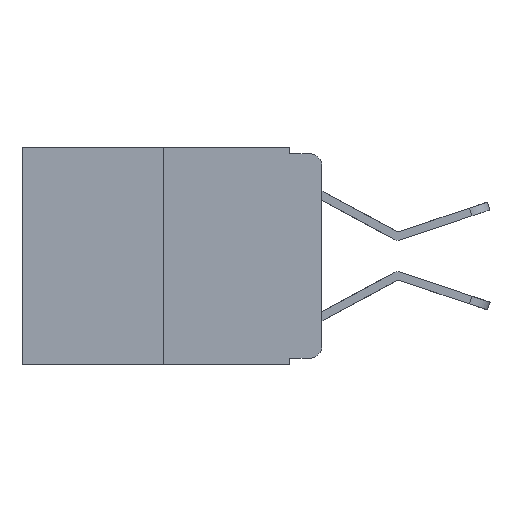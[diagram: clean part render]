
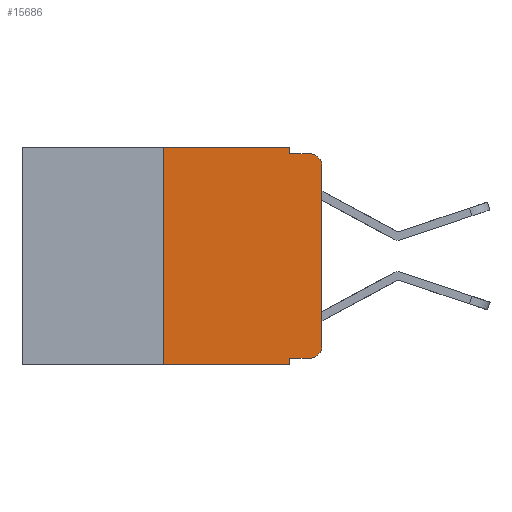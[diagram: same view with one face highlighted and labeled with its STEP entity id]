
A CAD part, left-side view. The second image highlights one B-rep face of the part: STEP entity #15686.
In plain terms, the highlighted planar face has unit normal (-1, 0, 0).
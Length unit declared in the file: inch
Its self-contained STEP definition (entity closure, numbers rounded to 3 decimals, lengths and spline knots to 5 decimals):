
#441 = DIRECTION ( 'NONE',  ( 0., 0., -1. ) ) ;
#574 = VERTEX_POINT ( 'NONE', #16454 ) ;
#1307 = DIRECTION ( 'NONE',  ( 0., -1., 0. ) ) ;
#1431 = EDGE_CURVE ( 'NONE', #10291, #1840, #16511, .T. ) ;
#1575 = CARTESIAN_POINT ( 'NONE',  ( 0., 0.25, 0. ) ) ;
#1840 = VERTEX_POINT ( 'NONE', #12660 ) ;
#2193 = VECTOR ( 'NONE', #5884, 39.37008 ) ;
#2269 = CARTESIAN_POINT ( 'NONE',  ( 0., 0., -0.03 ) ) ;
#2352 = DIRECTION ( 'NONE',  ( 0., -1., 0. ) ) ;
#2412 = DIRECTION ( 'NONE',  ( 0., 0., 1. ) ) ;
#3577 = PLANE ( 'NONE',  #12003 ) ;
#3789 = ORIENTED_EDGE ( 'NONE', *, *, #13290, .F. ) ;
#4083 = CARTESIAN_POINT ( 'NONE',  ( 0., 0.051, 0. ) ) ;
#4504 = LINE ( 'NONE', #14518, #4808 ) ;
#4808 = VECTOR ( 'NONE', #2352, 39.37008 ) ;
#5207 = VECTOR ( 'NONE', #2412, 39.37008 ) ;
#5637 = DIRECTION ( 'NONE',  ( -1., 0., 0. ) ) ;
#5681 = CARTESIAN_POINT ( 'NONE',  ( 0., 0.473, -0.343 ) ) ;
#5791 = LINE ( 'NONE', #5681, #13493 ) ;
#5884 = DIRECTION ( 'NONE',  ( 0., 0., -1. ) ) ;
#6543 = VERTEX_POINT ( 'NONE', #1575 ) ;
#7039 = ORIENTED_EDGE ( 'NONE', *, *, #12692, .F. ) ;
#7505 = EDGE_CURVE ( 'NONE', #20999, #13981, #11519, .T. ) ;
#7980 = DIRECTION ( 'NONE',  ( 0., -1., 0. ) ) ;
#8577 = VECTOR ( 'NONE', #18483, 39.37008 ) ;
#8606 = ORIENTED_EDGE ( 'NONE', *, *, #21281, .F. ) ;
#8611 = CARTESIAN_POINT ( 'NONE',  ( 0., 0.051, -0.343 ) ) ;
#8728 = ORIENTED_EDGE ( 'NONE', *, *, #9383, .T. ) ;
#9107 = CARTESIAN_POINT ( 'NONE',  ( 0., 0.473, 0. ) ) ;
#9383 = EDGE_CURVE ( 'NONE', #14962, #20999, #17878, .T. ) ;
#9613 = LINE ( 'NONE', #13096, #8577 ) ;
#9687 = AXIS2_PLACEMENT_3D ( 'NONE', #11012, #16181, #10799 ) ;
#9929 = CARTESIAN_POINT ( 'NONE',  ( 0., 0.25, -0.343 ) ) ;
#9986 = CARTESIAN_POINT ( 'NONE',  ( 0., 0.473, 0. ) ) ;
#10238 = CARTESIAN_POINT ( 'NONE',  ( 0., 0.051, 0. ) ) ;
#10257 = EDGE_CURVE ( 'NONE', #14962, #19099, #21181, .T. ) ;
#10291 = VERTEX_POINT ( 'NONE', #2269 ) ;
#10481 = CARTESIAN_POINT ( 'NONE',  ( 0., 0.02, -0.313 ) ) ;
#10601 = VECTOR ( 'NONE', #1307, 39.37008 ) ;
#10799 = DIRECTION ( 'NONE',  ( 0., 0., -1. ) ) ;
#10940 = VECTOR ( 'NONE', #18775, 39.37008 ) ;
#11012 = CARTESIAN_POINT ( 'NONE',  ( 0., 0.02, -0.03 ) ) ;
#11021 = DIRECTION ( 'NONE',  ( 1., 0., 0. ) ) ;
#11349 = LINE ( 'NONE', #9986, #10601 ) ;
#11519 = CIRCLE ( 'NONE', #12225, 0.02 ) ;
#11982 = ORIENTED_EDGE ( 'NONE', *, *, #10257, .F. ) ;
#12003 = AXIS2_PLACEMENT_3D ( 'NONE', #9107, #11021, #19225 ) ;
#12225 = AXIS2_PLACEMENT_3D ( 'NONE', #10481, #5637, #441 ) ;
#12420 = DIRECTION ( 'NONE',  ( 0., -1., 0. ) ) ;
#12475 = VERTEX_POINT ( 'NONE', #9929 ) ;
#12660 = CARTESIAN_POINT ( 'NONE',  ( 0., 0.02, -0.01 ) ) ;
#12692 = EDGE_CURVE ( 'NONE', #574, #1840, #4504, .T. ) ;
#12883 = EDGE_CURVE ( 'NONE', #13981, #10291, #13272, .T. ) ;
#13096 = CARTESIAN_POINT ( 'NONE',  ( 0., 0.051, 0. ) ) ;
#13223 = ORIENTED_EDGE ( 'NONE', *, *, #7505, .T. ) ;
#13272 = LINE ( 'NONE', #20018, #10940 ) ;
#13290 = EDGE_CURVE ( 'NONE', #6543, #20608, #11349, .T. ) ;
#13493 = VECTOR ( 'NONE', #12420, 39.37008 ) ;
#13553 = EDGE_LOOP ( 'NONE', ( #19127, #20900, #7039, #8606, #3789, #17690, #21894, #11982, #8728, #13223 ) ) ;
#13981 = VERTEX_POINT ( 'NONE', #19165 ) ;
#14518 = CARTESIAN_POINT ( 'NONE',  ( 0., 0.051, -0.01 ) ) ;
#14818 = CARTESIAN_POINT ( 'NONE',  ( 0., 0.051, -0.333 ) ) ;
#14962 = VERTEX_POINT ( 'NONE', #14818 ) ;
#15686 = ADVANCED_FACE ( 'NONE', ( #19002 ), #3577, .F. ) ;
#16181 = DIRECTION ( 'NONE',  ( -1., 0., 0. ) ) ;
#16220 = EDGE_CURVE ( 'NONE', #12475, #6543, #19536, .T. ) ;
#16454 = CARTESIAN_POINT ( 'NONE',  ( 0., 0.051, -0.01 ) ) ;
#16511 = CIRCLE ( 'NONE', #9687, 0.02 ) ;
#16651 = EDGE_CURVE ( 'NONE', #12475, #19099, #5791, .T. ) ;
#17690 = ORIENTED_EDGE ( 'NONE', *, *, #16220, .F. ) ;
#17858 = CARTESIAN_POINT ( 'NONE',  ( 0., 0.25, 0. ) ) ;
#17878 = LINE ( 'NONE', #19660, #21929 ) ;
#18483 = DIRECTION ( 'NONE',  ( 0., 0., -1. ) ) ;
#18775 = DIRECTION ( 'NONE',  ( 0., 0., 1. ) ) ;
#19002 = FACE_OUTER_BOUND ( 'NONE', #13553, .T. ) ;
#19099 = VERTEX_POINT ( 'NONE', #8611 ) ;
#19127 = ORIENTED_EDGE ( 'NONE', *, *, #12883, .T. ) ;
#19165 = CARTESIAN_POINT ( 'NONE',  ( 0., 0., -0.313 ) ) ;
#19225 = DIRECTION ( 'NONE',  ( 0., 0., -1. ) ) ;
#19536 = LINE ( 'NONE', #17858, #5207 ) ;
#19660 = CARTESIAN_POINT ( 'NONE',  ( 0., 0.051, -0.333 ) ) ;
#20018 = CARTESIAN_POINT ( 'NONE',  ( 0., 0., 0. ) ) ;
#20608 = VERTEX_POINT ( 'NONE', #10238 ) ;
#20900 = ORIENTED_EDGE ( 'NONE', *, *, #1431, .T. ) ;
#20999 = VERTEX_POINT ( 'NONE', #22231 ) ;
#21181 = LINE ( 'NONE', #4083, #2193 ) ;
#21281 = EDGE_CURVE ( 'NONE', #20608, #574, #9613, .T. ) ;
#21894 = ORIENTED_EDGE ( 'NONE', *, *, #16651, .T. ) ;
#21929 = VECTOR ( 'NONE', #7980, 39.37008 ) ;
#22231 = CARTESIAN_POINT ( 'NONE',  ( 0., 0.02, -0.333 ) ) ;
